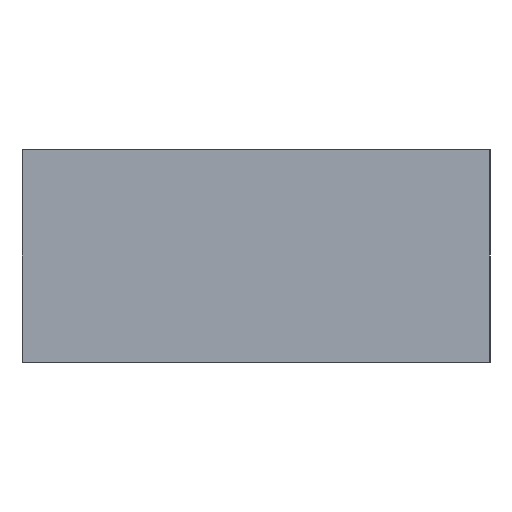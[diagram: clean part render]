
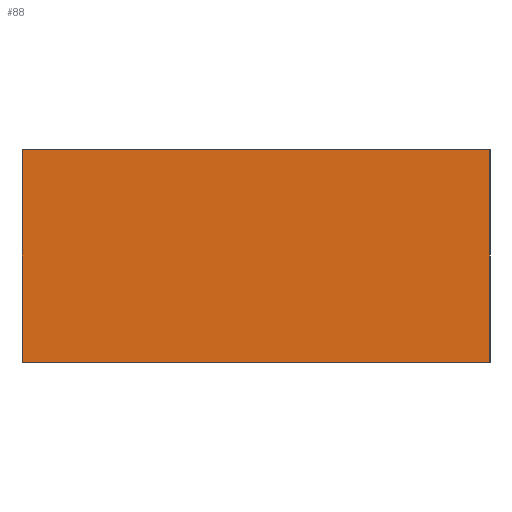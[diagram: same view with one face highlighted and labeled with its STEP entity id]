
A CAD part, left-side view. The second image highlights one B-rep face of the part: STEP entity #88.
In plain terms, the highlighted planar face has unit normal (-1, 0, 0).
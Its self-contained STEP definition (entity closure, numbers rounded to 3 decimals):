
#14 = CARTESIAN_POINT ( 'NONE',  ( -1.054, -0.673, 0. ) ) ;
#23 = DIRECTION ( 'NONE',  ( -1., 0., 0. ) ) ;
#28 = VERTEX_POINT ( 'NONE', #146 ) ;
#33 = CARTESIAN_POINT ( 'NONE',  ( -1.054, 0.673, 0.61 ) ) ;
#38 = VECTOR ( 'NONE', #92, 1000. ) ;
#42 = EDGE_CURVE ( 'NONE', #158, #435, #190, .T. ) ;
#59 = FACE_OUTER_BOUND ( 'NONE', #244, .T. ) ;
#72 = VECTOR ( 'NONE', #520, 1000. ) ;
#88 = ADVANCED_FACE ( 'NONE', ( #59 ), #514, .T. ) ;
#92 = DIRECTION ( 'NONE',  ( 0., 1., 0. ) ) ;
#132 = EDGE_CURVE ( 'NONE', #158, #28, #438, .T. ) ;
#146 = CARTESIAN_POINT ( 'NONE',  ( -1.054, 0.673, 0. ) ) ;
#158 = VERTEX_POINT ( 'NONE', #33 ) ;
#180 = ORIENTED_EDGE ( 'NONE', *, *, #42, .F. ) ;
#184 = CARTESIAN_POINT ( 'NONE',  ( -1.054, 0.673, 0.61 ) ) ;
#185 = DIRECTION ( 'NONE',  ( 0., 0., 1. ) ) ;
#190 = LINE ( 'NONE', #184, #72 ) ;
#196 = ORIENTED_EDGE ( 'NONE', *, *, #368, .F. ) ;
#204 = ORIENTED_EDGE ( 'NONE', *, *, #132, .T. ) ;
#238 = LINE ( 'NONE', #273, #332 ) ;
#244 = EDGE_LOOP ( 'NONE', ( #196, #528, #180, #204 ) ) ;
#250 = LINE ( 'NONE', #14, #38 ) ;
#252 = EDGE_CURVE ( 'NONE', #383, #435, #238, .T. ) ;
#255 = DIRECTION ( 'NONE',  ( 0., 0., -1. ) ) ;
#273 = CARTESIAN_POINT ( 'NONE',  ( -1.054, -0.673, 0. ) ) ;
#332 = VECTOR ( 'NONE', #409, 1000. ) ;
#338 = CARTESIAN_POINT ( 'NONE',  ( -1.054, -0.673, 0.61 ) ) ;
#342 = CARTESIAN_POINT ( 'NONE',  ( -1.054, 0.673, 0. ) ) ;
#364 = AXIS2_PLACEMENT_3D ( 'NONE', #342, #23, #185 ) ;
#368 = EDGE_CURVE ( 'NONE', #383, #28, #250, .T. ) ;
#381 = VECTOR ( 'NONE', #255, 1000. ) ;
#383 = VERTEX_POINT ( 'NONE', #418 ) ;
#409 = DIRECTION ( 'NONE',  ( 0., 0., 1. ) ) ;
#418 = CARTESIAN_POINT ( 'NONE',  ( -1.054, -0.673, 0. ) ) ;
#435 = VERTEX_POINT ( 'NONE', #338 ) ;
#438 = LINE ( 'NONE', #469, #381 ) ;
#469 = CARTESIAN_POINT ( 'NONE',  ( -1.054, 0.673, 0.61 ) ) ;
#514 = PLANE ( 'NONE',  #364 ) ;
#520 = DIRECTION ( 'NONE',  ( 0., -1., 0. ) ) ;
#528 = ORIENTED_EDGE ( 'NONE', *, *, #252, .T. ) ;
